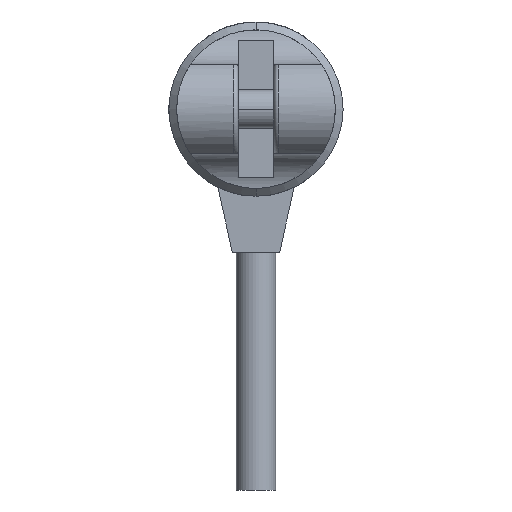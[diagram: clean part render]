
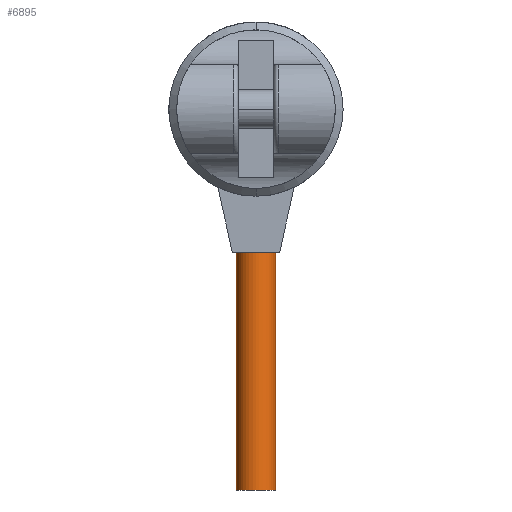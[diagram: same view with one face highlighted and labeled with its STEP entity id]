
A CAD part, left-side view. The second image highlights one B-rep face of the part: STEP entity #6895.
In plain terms, the highlighted cylindrical face has radius 12.5 mm (diameter 25 mm), a partial arc.
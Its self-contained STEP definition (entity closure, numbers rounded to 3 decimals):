
#2422=CARTESIAN_POINT('',(31.,0.,-90.5));
#2423=DIRECTION('',(0.,0.,-1.));
#2424=DIRECTION('',(0.,-1.,0.));
#2425=AXIS2_PLACEMENT_3D('',#2422,#2423,#2424);
#2436=DIRECTION('',(0.,0.,-1.));
#2437=VECTOR('',#2436,150.);
#2438=CARTESIAN_POINT('',(31.,-12.5,-90.5));
#2439=LINE('',#2438,#2437);
#2440=DIRECTION('',(0.,0.,-1.));
#2441=VECTOR('',#2440,150.);
#2442=CARTESIAN_POINT('',(31.,12.5,-90.5));
#2443=LINE('',#2442,#2441);
#2444=CARTESIAN_POINT('',(31.,0.,-240.5));
#2445=DIRECTION('',(0.,0.,-1.));
#2446=DIRECTION('',(0.,-1.,0.));
#2447=AXIS2_PLACEMENT_3D('',#2444,#2445,#2446);
#4596=CARTESIAN_POINT('',(31.,-12.5,-240.5));
#4597=CARTESIAN_POINT('',(31.,12.5,-240.5));
#4598=VERTEX_POINT('',#4596);
#4599=VERTEX_POINT('',#4597);
#4600=CARTESIAN_POINT('',(31.,-12.5,-90.5));
#4601=CARTESIAN_POINT('',(31.,12.5,-90.5));
#4602=VERTEX_POINT('',#4600);
#4603=VERTEX_POINT('',#4601);
#6881=CARTESIAN_POINT('',(31.,0.,-90.5));
#6882=DIRECTION('',(0.,0.,-1.));
#6883=DIRECTION('',(0.,-1.,0.));
#6884=AXIS2_PLACEMENT_3D('',#6881,#6882,#6883);
#6885=CYLINDRICAL_SURFACE('',#6884,12.5);
#6886=ORIENTED_EDGE('',*,*,#6862,.F.);
#6888=ORIENTED_EDGE('',*,*,#6887,.T.);
#6890=ORIENTED_EDGE('',*,*,#6889,.T.);
#6892=ORIENTED_EDGE('',*,*,#6891,.F.);
#6893=EDGE_LOOP('',(#6886,#6888,#6890,#6892));
#6894=FACE_OUTER_BOUND('',#6893,.F.);
#6895=ADVANCED_FACE('',(#6894),#6885,.T.);
#2426=CIRCLE('',#2425,12.5);
#2448=CIRCLE('',#2447,12.5);
#6862=EDGE_CURVE('',#4602,#4603,#2426,.T.);
#6887=EDGE_CURVE('',#4602,#4598,#2439,.T.);
#6889=EDGE_CURVE('',#4598,#4599,#2448,.T.);
#6891=EDGE_CURVE('',#4603,#4599,#2443,.T.);
